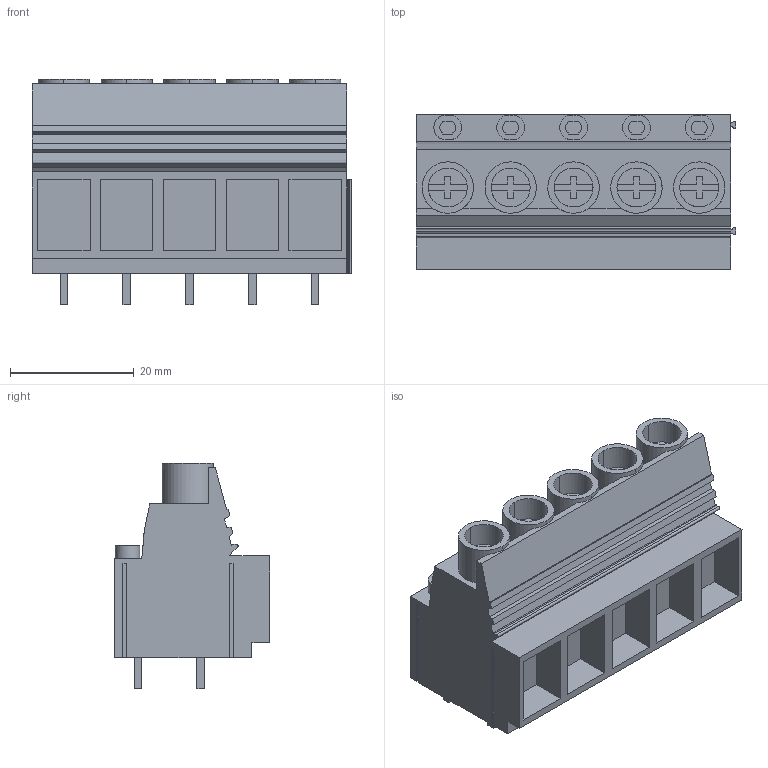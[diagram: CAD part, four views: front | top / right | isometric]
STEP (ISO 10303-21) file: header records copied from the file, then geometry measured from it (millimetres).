
FILE_DESCRIPTION(('CATIA V5 STEP Exchange','CAx-IF Rec.Pracs.--- Model Styling and Organization---1.2---2011-12-15'),'2;1');
FILE_NAME ('D1461515_0_2014330000_2014330000.stp','2018-03-22T17:46:16+00:00',('none'),('Weidmueller'),'CATIA Version 5-6 Release 2014','CATIA V5 STEP AP214','none');
FILE_SCHEMA(('AUTOMOTIVE_DESIGN { 1 0 10303 214 1 1 1 1 }'));
Length unit declared in the file: millimetre
Products named in the file (1): 2014330000
Bounding box: 51.6 x 25.07 x 36.5 mm (x, y, z)
Volume: 23535.2 mm3; surface area: 11270.7 mm2
Topology: 16 solids, 16 shells, 463 faces, 1256 edges, 850 vertices
Faces by surface type: plane 379, cylinder 75, extrusion 9
Entity records: 14023 total; most frequent: CARTESIAN_POINT 2976, ORIENTED_EDGE 2512, DIRECTION 1817, EDGE_CURVE 1256, VECTOR 1067, LINE 1058, VERTEX_POINT 850, EDGE_LOOP 488
